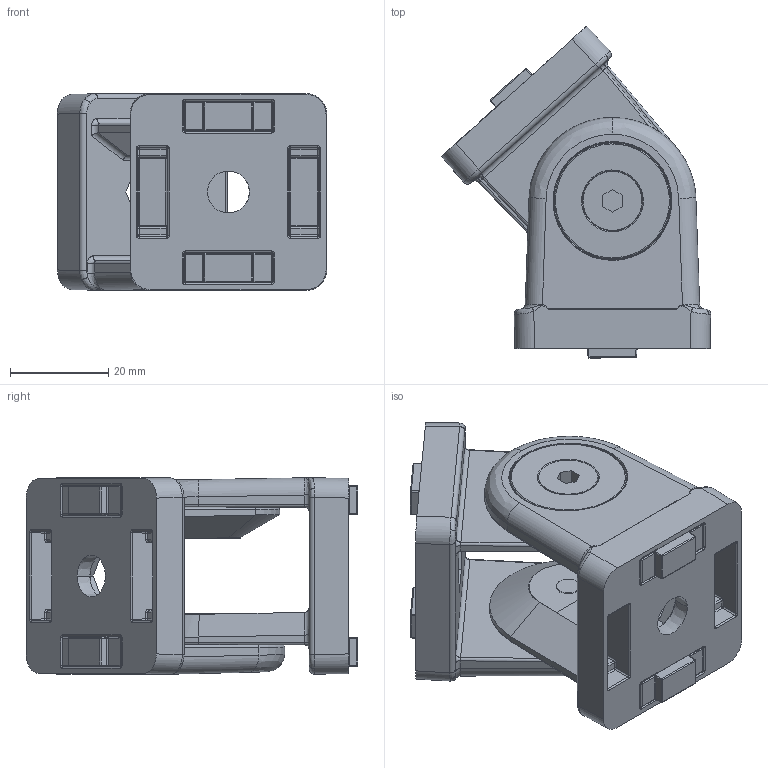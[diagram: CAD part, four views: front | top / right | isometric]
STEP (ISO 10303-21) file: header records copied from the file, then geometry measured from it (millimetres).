
FILE_DESCRIPTION (( 'STEP AP214' ), '1' );
FILE_NAME ('093g40an.STEP', '2019-04-11T12:48:41', ( '' ), ( '' ), 'SwSTEP 2.0', 'SolidWorks 2017', '' );
FILE_SCHEMA (( 'AUTOMOTIVE_DESIGN' ));
Length unit declared in the file: millimetre
Products named in the file (7): 093gr12_093 g r12; 4din7991m0612ms01_4 din 7991 m0612m s01; 093gr06_093gr06; 093gr12_093gr12s01; 093g40r11_093 g 40 r13; 093g40an; 093gr14_093 g 40.05
Assembly tree (12 placements, depth 2):
  093g40an
    093g40r11_093 g 40 r13  x2
    093gr06_093gr06  x2
    093gr12_093gr12s01
    093gr12_093 g r12
    4din7991m0612ms01_4 din 7991 m0612m s01  x2
    093gr14_093 g 40.05  x4
Bounding box: 54.79 x 67.5 x 40.02 mm (x, y, z)
Volume: 44695.3 mm3; surface area: 27942 mm2
Topology: 12 solids, 12 shells, 1470 faces, 3276 edges, 1760 vertices
Faces by surface type: cylinder 532, plane 302, bspline 212, sphere 184, torus 140, cone 100
Entity records: 23261 total; most frequent: CARTESIAN_POINT 6971, DIRECTION 3480, ORIENTED_EDGE 3338, EDGE_CURVE 1669, AXIS2_PLACEMENT_3D 1451, VERTEX_POINT 926, EDGE_LOOP 793, CIRCLE 782
